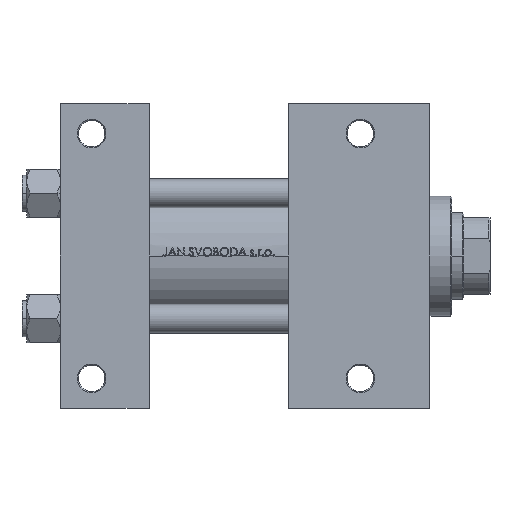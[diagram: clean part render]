
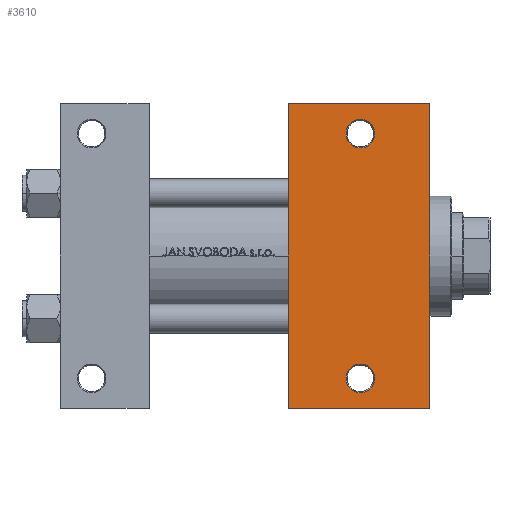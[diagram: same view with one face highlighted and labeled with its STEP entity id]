
A CAD part, front view. The second image highlights one B-rep face of the part: STEP entity #3610.
In plain terms, the highlighted face is planar.
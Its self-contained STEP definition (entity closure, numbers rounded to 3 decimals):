
#570 = DIRECTION ( 'NONE',  ( -1., 0., 0. ) ) ;
#1325 = DIRECTION ( 'NONE',  ( -1., 0., 0. ) ) ;
#2191 = ORIENTED_EDGE ( 'NONE', *, *, #23152, .T. ) ;
#2275 = DIRECTION ( 'NONE',  ( 0., 0., -1. ) ) ;
#3610 = ADVANCED_FACE ( 'NONE', ( #46297, #42669, #20305 ), #15990, .T. ) ;
#3874 = CARTESIAN_POINT ( 'NONE',  ( 154., -63.5, -37.5 ) ) ;
#4007 = VERTEX_POINT ( 'NONE', #25948 ) ;
#6078 = EDGE_CURVE ( 'NONE', #42341, #28327, #26853, .T. ) ;
#6996 = DIRECTION ( 'NONE',  ( 0., 0., 1. ) ) ;
#7250 = EDGE_LOOP ( 'NONE', ( #39142, #15589 ) ) ;
#7858 = ORIENTED_EDGE ( 'NONE', *, *, #36935, .T. ) ;
#8397 = VERTEX_POINT ( 'NONE', #44314 ) ;
#8490 = CARTESIAN_POINT ( 'NONE',  ( 125., -51., -37.5 ) ) ;
#9311 = DIRECTION ( 'NONE',  ( 0., 0., 1. ) ) ;
#10169 = CARTESIAN_POINT ( 'NONE',  ( 95., 63.5, -37.5 ) ) ;
#12968 = CARTESIAN_POINT ( 'NONE',  ( 130.999, 51., -37.5 ) ) ;
#13712 = ORIENTED_EDGE ( 'NONE', *, *, #26838, .T. ) ;
#14043 = ORIENTED_EDGE ( 'NONE', *, *, #41369, .T. ) ;
#15168 = DIRECTION ( 'NONE',  ( 0., -1., 0. ) ) ;
#15589 = ORIENTED_EDGE ( 'NONE', *, *, #45240, .T. ) ;
#15775 = VECTOR ( 'NONE', #43842, 1000. ) ;
#15801 = DIRECTION ( 'NONE',  ( -1., 0., 0. ) ) ;
#15990 = PLANE ( 'NONE',  #43824 ) ;
#16046 = CIRCLE ( 'NONE', #46795, 6. ) ;
#18843 = DIRECTION ( 'NONE',  ( 0., 0., 1. ) ) ;
#20305 = FACE_OUTER_BOUND ( 'NONE', #26980, .T. ) ;
#21712 = CARTESIAN_POINT ( 'NONE',  ( 95., -63.5, -37.5 ) ) ;
#22388 = LINE ( 'NONE', #41373, #41260 ) ;
#23121 = CARTESIAN_POINT ( 'NONE',  ( 125., 51., -37.5 ) ) ;
#23152 = EDGE_CURVE ( 'NONE', #8397, #26613, #45466, .T. ) ;
#23475 = VERTEX_POINT ( 'NONE', #3874 ) ;
#23730 = CARTESIAN_POINT ( 'NONE',  ( 119., 51., -37.5 ) ) ;
#24167 = CARTESIAN_POINT ( 'NONE',  ( 154., 37.5, -37.5 ) ) ;
#25031 = VERTEX_POINT ( 'NONE', #31036 ) ;
#25948 = CARTESIAN_POINT ( 'NONE',  ( 154., 63.5, -37.5 ) ) ;
#26613 = VERTEX_POINT ( 'NONE', #27756 ) ;
#26838 = EDGE_CURVE ( 'NONE', #23475, #25031, #28938, .T. ) ;
#26853 = CIRCLE ( 'NONE', #46838, 6. ) ;
#26980 = EDGE_LOOP ( 'NONE', ( #35826, #7858, #14043, #13712 ) ) ;
#27616 = EDGE_LOOP ( 'NONE', ( #2191, #40174 ) ) ;
#27756 = CARTESIAN_POINT ( 'NONE',  ( 130.999, -51., -37.5 ) ) ;
#28327 = VERTEX_POINT ( 'NONE', #12968 ) ;
#28451 = LINE ( 'NONE', #10169, #15775 ) ;
#28938 = LINE ( 'NONE', #21712, #39403 ) ;
#31036 = CARTESIAN_POINT ( 'NONE',  ( 95., -63.5, -37.5 ) ) ;
#32506 = EDGE_CURVE ( 'NONE', #26613, #8397, #46486, .T. ) ;
#33455 = DIRECTION ( 'NONE',  ( 0., 0., 1. ) ) ;
#33688 = LINE ( 'NONE', #44526, #41289 ) ;
#35826 = ORIENTED_EDGE ( 'NONE', *, *, #40522, .F. ) ;
#36935 = EDGE_CURVE ( 'NONE', #37308, #4007, #28451, .T. ) ;
#37052 = DIRECTION ( 'NONE',  ( 0., -1., 0. ) ) ;
#37275 = AXIS2_PLACEMENT_3D ( 'NONE', #39710, #6996, #47414 ) ;
#37308 = VERTEX_POINT ( 'NONE', #41350 ) ;
#39142 = ORIENTED_EDGE ( 'NONE', *, *, #6078, .T. ) ;
#39403 = VECTOR ( 'NONE', #40236, 1000. ) ;
#39710 = CARTESIAN_POINT ( 'NONE',  ( 125., -51., -37.5 ) ) ;
#40174 = ORIENTED_EDGE ( 'NONE', *, *, #32506, .T. ) ;
#40236 = DIRECTION ( 'NONE',  ( -1., 0., 0. ) ) ;
#40522 = EDGE_CURVE ( 'NONE', #37308, #25031, #22388, .T. ) ;
#41260 = VECTOR ( 'NONE', #37052, 1000. ) ;
#41289 = VECTOR ( 'NONE', #15168, 1000. ) ;
#41350 = CARTESIAN_POINT ( 'NONE',  ( 95., 63.5, -37.5 ) ) ;
#41369 = EDGE_CURVE ( 'NONE', #4007, #23475, #33688, .T. ) ;
#41373 = CARTESIAN_POINT ( 'NONE',  ( 95., 37.5, -37.5 ) ) ;
#42255 = CARTESIAN_POINT ( 'NONE',  ( 125., 51., -37.5 ) ) ;
#42341 = VERTEX_POINT ( 'NONE', #23730 ) ;
#42365 = AXIS2_PLACEMENT_3D ( 'NONE', #8490, #18843, #570 ) ;
#42669 = FACE_BOUND ( 'NONE', #27616, .T. ) ;
#43824 = AXIS2_PLACEMENT_3D ( 'NONE', #24167, #2275, #1325 ) ;
#43842 = DIRECTION ( 'NONE',  ( 1., 0., 0. ) ) ;
#44314 = CARTESIAN_POINT ( 'NONE',  ( 119.001, -51., -37.5 ) ) ;
#44526 = CARTESIAN_POINT ( 'NONE',  ( 154., 37.5, -37.5 ) ) ;
#44536 = DIRECTION ( 'NONE',  ( -1., 0., 0. ) ) ;
#45240 = EDGE_CURVE ( 'NONE', #28327, #42341, #16046, .T. ) ;
#45466 = CIRCLE ( 'NONE', #42365, 5.999 ) ;
#46297 = FACE_BOUND ( 'NONE', #7250, .T. ) ;
#46486 = CIRCLE ( 'NONE', #37275, 5.999 ) ;
#46795 = AXIS2_PLACEMENT_3D ( 'NONE', #42255, #9311, #15801 ) ;
#46838 = AXIS2_PLACEMENT_3D ( 'NONE', #23121, #33455, #44536 ) ;
#47414 = DIRECTION ( 'NONE',  ( -1., 0., 0. ) ) ;
